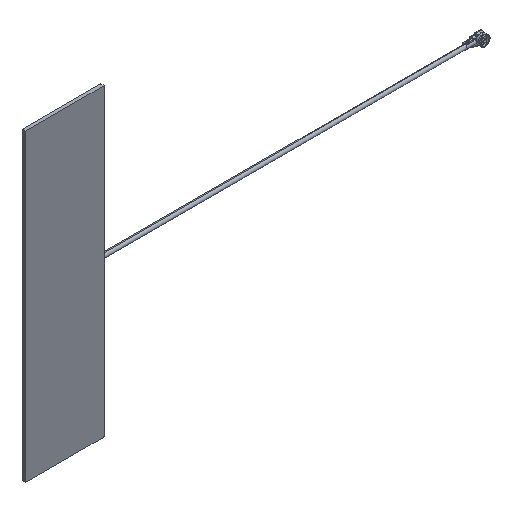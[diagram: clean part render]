
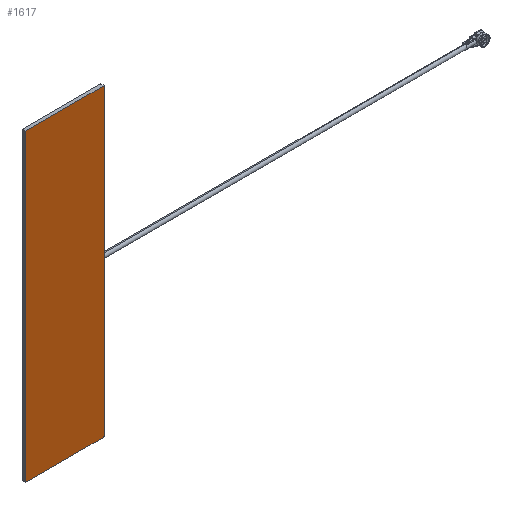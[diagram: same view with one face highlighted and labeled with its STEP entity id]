
A CAD part, isometric view. The second image highlights one B-rep face of the part: STEP entity #1617.
In plain terms, the highlighted planar face has unit normal (0, -1, 0).
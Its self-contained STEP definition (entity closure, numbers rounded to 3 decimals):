
#112 = DIRECTION ( 'NONE',  ( -1., 0., 0. ) ) ;
#224 = DIRECTION ( 'NONE',  ( 0., 0., 1. ) ) ;
#236 = EDGE_CURVE ( 'NONE', #1568, #2864, #3300, .T. ) ;
#266 = DIRECTION ( 'NONE',  ( 0., 0., -1. ) ) ;
#284 = CARTESIAN_POINT ( 'NONE',  ( 0., -0.864, -40.498 ) ) ;
#426 = ORIENTED_EDGE ( 'NONE', *, *, #236, .F. ) ;
#642 = CARTESIAN_POINT ( 'NONE',  ( 0., -0.864, -40.498 ) ) ;
#714 = VECTOR ( 'NONE', #1622, 1000. ) ;
#750 = VECTOR ( 'NONE', #266, 1000. ) ;
#1067 = VECTOR ( 'NONE', #224, 1000. ) ;
#1194 = DIRECTION ( 'NONE',  ( 0., 0., 1. ) ) ;
#1351 = CARTESIAN_POINT ( 'NONE',  ( 0., -0.864, 40.498 ) ) ;
#1401 = CARTESIAN_POINT ( 'NONE',  ( -20.998, -0.864, 40.498 ) ) ;
#1456 = CARTESIAN_POINT ( 'NONE',  ( 0., -0.864, 0. ) ) ;
#1568 = VERTEX_POINT ( 'NONE', #642 ) ;
#1617 = ADVANCED_FACE ( 'NONE', ( #2497 ), #1976, .F. ) ;
#1622 = DIRECTION ( 'NONE',  ( 1., 0., 0. ) ) ;
#1716 = CARTESIAN_POINT ( 'NONE',  ( 0., -0.864, -40.498 ) ) ;
#1731 = ORIENTED_EDGE ( 'NONE', *, *, #2967, .F. ) ;
#1869 = EDGE_LOOP ( 'NONE', ( #426, #2037, #1731, #2510 ) ) ;
#1896 = EDGE_CURVE ( 'NONE', #2864, #2030, #2495, .T. ) ;
#1917 = CARTESIAN_POINT ( 'NONE',  ( -20.998, -0.864, -40.498 ) ) ;
#1976 = PLANE ( 'NONE',  #2676 ) ;
#2030 = VERTEX_POINT ( 'NONE', #1401 ) ;
#2037 = ORIENTED_EDGE ( 'NONE', *, *, #3348, .F. ) ;
#2089 = CARTESIAN_POINT ( 'NONE',  ( -20.998, -0.864, -40.498 ) ) ;
#2495 = LINE ( 'NONE', #2089, #1067 ) ;
#2497 = FACE_OUTER_BOUND ( 'NONE', #1869, .T. ) ;
#2510 = ORIENTED_EDGE ( 'NONE', *, *, #1896, .F. ) ;
#2529 = DIRECTION ( 'NONE',  ( 0., 1., 0. ) ) ;
#2603 = LINE ( 'NONE', #3213, #714 ) ;
#2676 = AXIS2_PLACEMENT_3D ( 'NONE', #1456, #2529, #1194 ) ;
#2768 = LINE ( 'NONE', #284, #750 ) ;
#2864 = VERTEX_POINT ( 'NONE', #1917 ) ;
#2967 = EDGE_CURVE ( 'NONE', #2030, #2974, #2603, .T. ) ;
#2974 = VERTEX_POINT ( 'NONE', #1351 ) ;
#3213 = CARTESIAN_POINT ( 'NONE',  ( 0., -0.864, 40.498 ) ) ;
#3300 = LINE ( 'NONE', #1716, #3341 ) ;
#3341 = VECTOR ( 'NONE', #112, 1000. ) ;
#3348 = EDGE_CURVE ( 'NONE', #2974, #1568, #2768, .T. ) ;
